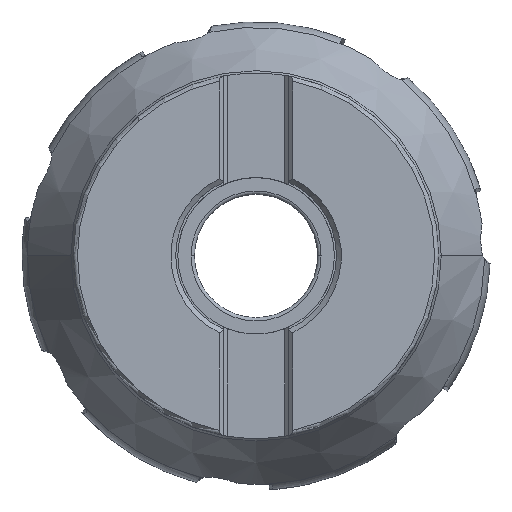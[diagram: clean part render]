
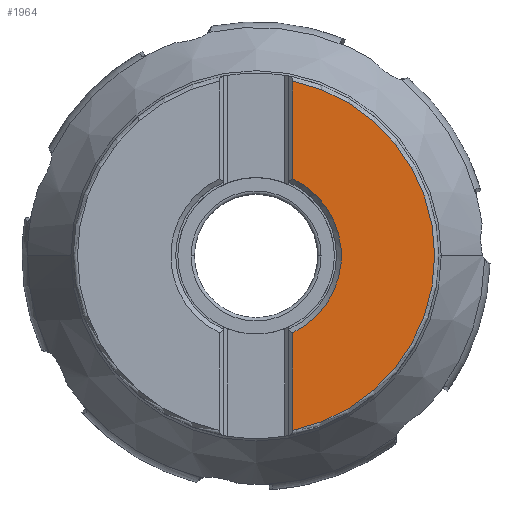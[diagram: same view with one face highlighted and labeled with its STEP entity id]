
A CAD part, top view. The second image highlights one B-rep face of the part: STEP entity #1964.
In plain terms, the highlighted planar face has unit normal (0, 0, 1).
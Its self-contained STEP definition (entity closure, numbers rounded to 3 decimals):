
#965=PLANE('',#19081);
#1964=ADVANCED_FACE('',(#3035),#965,.T.);
#3035=FACE_OUTER_BOUND('',#4122,.T.);
#4122=EDGE_LOOP('',(#10786,#10787,#10788,#10789));
#5079=LINE('',#54636,#5876);
#5094=LINE('',#54775,#5891);
#5876=VECTOR('',#22356,1.);
#5891=VECTOR('',#22431,1.);
#10786=ORIENTED_EDGE('',*,*,#16092,.T.);
#10787=ORIENTED_EDGE('',*,*,#16134,.T.);
#10788=ORIENTED_EDGE('',*,*,#16100,.T.);
#10789=ORIENTED_EDGE('',*,*,#16098,.T.);
#13788=VERTEX_POINT('',#54616);
#13789=VERTEX_POINT('',#54618);
#13792=VERTEX_POINT('',#54637);
#13793=VERTEX_POINT('',#54660);
#16092=EDGE_CURVE('',#13789,#13788,#17325,.T.);
#16098=EDGE_CURVE('',#13792,#13789,#5079,.T.);
#16100=EDGE_CURVE('',#13793,#13792,#17328,.T.);
#16134=EDGE_CURVE('',#13788,#13793,#5094,.T.);
#17325=CIRCLE('',#19045,20.75);
#17328=CIRCLE('',#19051,43.45);
#19045=AXIS2_PLACEMENT_3D('',#54617,#22345,#22346);
#19051=AXIS2_PLACEMENT_3D('',#54659,#22359,#22360);
#19081=AXIS2_PLACEMENT_3D('',#54777,#22434,#22435);
#22345=DIRECTION('',(0.,0.,-1.));
#22346=DIRECTION('',(0.431,0.902,0.));
#22356=DIRECTION('',(0.,-1.,0.));
#22359=DIRECTION('',(0.,0.,1.));
#22360=DIRECTION('',(0.206,-0.979,0.));
#22431=DIRECTION('',(0.,-1.,0.));
#22434=DIRECTION('',(0.,0.,1.));
#22435=DIRECTION('',(-1.,0.,0.));
#54616=CARTESIAN_POINT('',(8.938,-18.727,0.));
#54617=CARTESIAN_POINT('',(0.,0.,0.));
#54618=CARTESIAN_POINT('',(8.938,18.727,0.));
#54636=CARTESIAN_POINT('',(8.938,42.521,0.));
#54637=CARTESIAN_POINT('',(8.938,42.521,0.));
#54659=CARTESIAN_POINT('',(0.,0.,0.));
#54660=CARTESIAN_POINT('',(8.938,-42.521,0.));
#54775=CARTESIAN_POINT('',(8.938,-18.727,0.));
#54777=CARTESIAN_POINT('',(0.,0.,0.));
